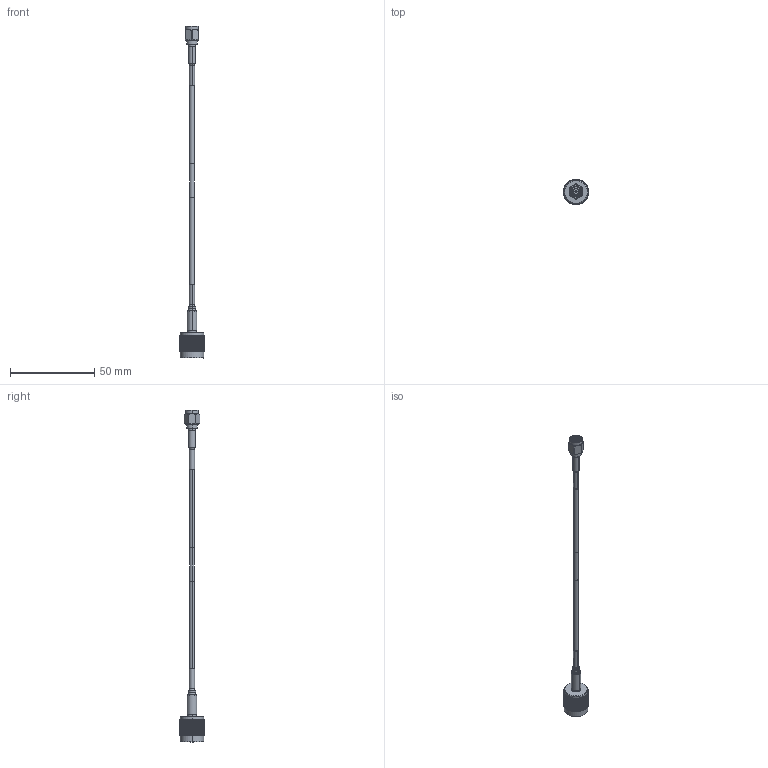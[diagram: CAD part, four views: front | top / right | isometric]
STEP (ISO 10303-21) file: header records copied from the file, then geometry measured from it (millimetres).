
FILE_DESCRIPTION (( 'STEP AP214' ), '1' );
FILE_NAME ('FMC00435_3D.step', '2023-02-06T16:15:55', ( '' ), ( '' ), 'SwSTEP 2.0', 'SolidWorks 2022', '' );
FILE_SCHEMA (( 'AUTOMOTIVE_DESIGN' ));
Length unit declared in the file: inch
Products named in the file (5): Copy of LMR-100A-PVC^FMC00435; FMC00435_3D; Copy of PE4003 ¦ SC7059^FMC00435; Copy of PE4302 ¦ SC4260^FMC00435_Crimped; Part2^FMC00435
Assembly tree (4 placements, depth 2):
  FMC00435_3D
    Copy of PE4003 ¦ SC7059^FMC00435
    Copy of PE4302 ¦ SC4260^FMC00435_Crimped
    Copy of LMR-100A-PVC^FMC00435
    Part2^FMC00435
Bounding box: 14.99 x 14.99 x 197.28 mm (x, y, z)
Volume: 3482.1 mm3; surface area: 5904.1 mm2
Topology: 7 solids, 7 shells, 2917 faces, 6150 edges, 3263 vertices
Faces by surface type: bspline 2170, cylinder 609, plane 62, cone 60, torus 16
Entity records: 115523 total; most frequent: CARTESIAN_POINT 76941, ORIENTED_EDGE 12300, EDGE_CURVE 6150, VERTEX_POINT 3263, EDGE_LOOP 2943, ADVANCED_FACE 2917, FACE_OUTER_BOUND 2917, DIRECTION 2529
